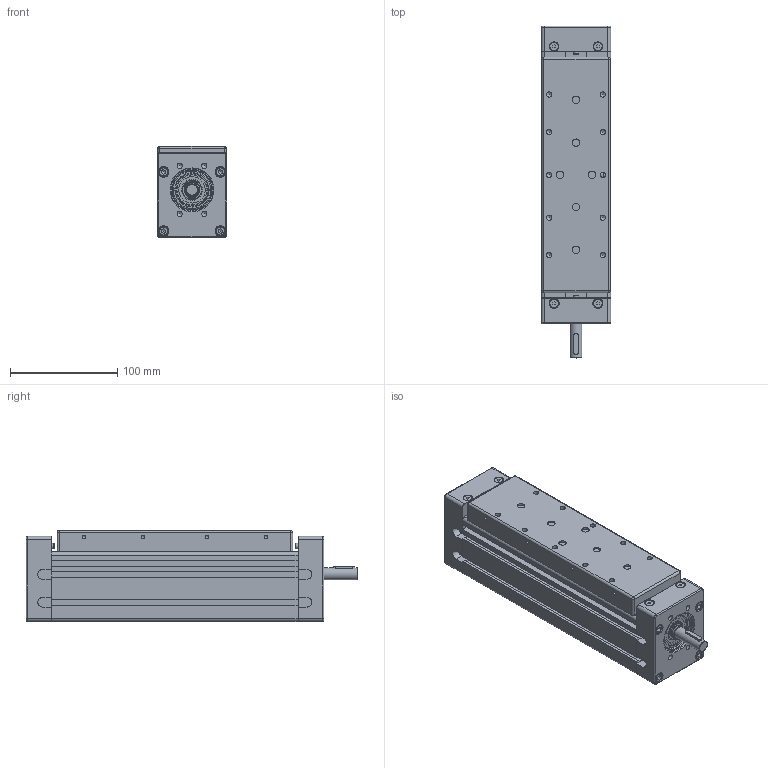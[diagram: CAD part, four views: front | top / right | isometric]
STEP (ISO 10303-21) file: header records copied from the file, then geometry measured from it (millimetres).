
FILE_DESCRIPTION((''),'2;1');
FILE_NAME('MTV 65 ASM.stp','2011-05-23T10:54:55',('Matej'),(''),'Autodesk Inventor 2011','Autodesk Inventor 2011','');
FILE_SCHEMA(('AUTOMOTIVE_DESIGN { 1 0 10303 214 1 1 1 1 }'));
Length unit declared in the file: millimetre
Products named in the file (6): MTV 65 ASM; MTV 65; PROFIL MTV 65; KONČNI DEL MTV 65; POGONSKI DEL MTV 65; VOZIČEK MTV 65
Assembly tree (5 placements, depth 3):
  MTV 65 ASM
    MTV 65
      PROFIL MTV 65
      KONČNI DEL MTV 65
      POGONSKI DEL MTV 65
      VOZIČEK MTV 65
Bounding box: 65 x 310 x 85 mm (x, y, z)
Volume: 1354168.8 mm3; surface area: 216023.7 mm2
Topology: 5 solids, 16 shells, 588 faces, 1435 edges, 893 vertices
Faces by surface type: plane 333, cylinder 143, cone 56, torus 44, sphere 10, bspline 2
Full cylindrical faces by diameter (mm): 1 x1, 1.7 x2, 3.242 x12, 4 x4, 4.5 x2, 4.917 x14, 5 x4, 5.1 x3, 5.5 x4, 7 x6, 8 x3, 8.5 x8, 10 x14, 11 x1, 11.5 x1, 12 x3, 17.7 x2, 19.5 x2, 29.7 x2, 31.5 x4, 37 x2, 40 x1
Entity records: 16217 total; most frequent: CARTESIAN_POINT 2834, DIRECTION 2748, ORIENTED_EDGE 2362, EDGE_CURVE 1181, AXIS2_PLACEMENT_3D 1011, EDGE_LOOP 824, VERTEX_POINT 818, VECTOR 726
